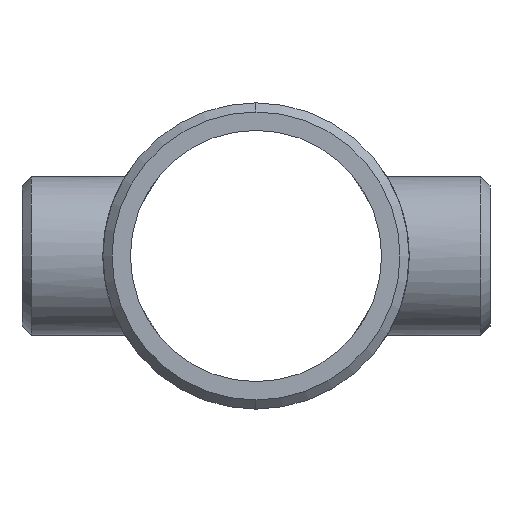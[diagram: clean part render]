
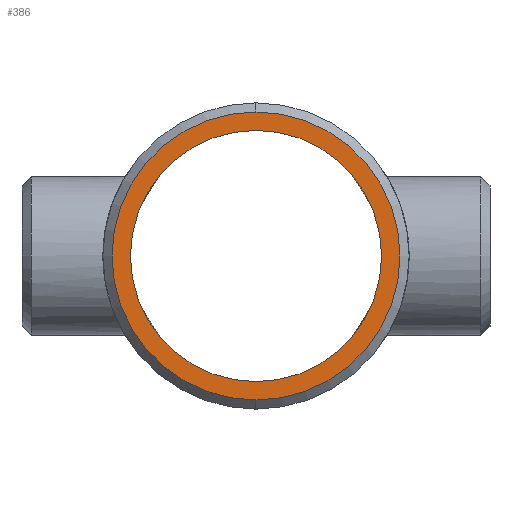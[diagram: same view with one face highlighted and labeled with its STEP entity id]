
A CAD part, left-side view. The second image highlights one B-rep face of the part: STEP entity #386.
In plain terms, the highlighted planar face has unit normal (-1, 0, 0).
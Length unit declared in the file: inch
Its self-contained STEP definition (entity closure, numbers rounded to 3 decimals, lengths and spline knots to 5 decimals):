
#13 = VERTEX_POINT ( 'NONE', #725 ) ;
#15 = EDGE_CURVE ( 'NONE', #967, #1075, #690, .T. ) ;
#30 = CARTESIAN_POINT ( 'NONE',  ( -4.88, 0., 0. ) ) ;
#73 = AXIS2_PLACEMENT_3D ( 'NONE', #875, #786, #508 ) ;
#121 = FACE_BOUND ( 'NONE', #1012, .T. ) ;
#153 = AXIS2_PLACEMENT_3D ( 'NONE', #628, #1088, #796 ) ;
#192 = AXIS2_PLACEMENT_3D ( 'NONE', #30, #415, #699 ) ;
#227 = DIRECTION ( 'NONE',  ( -1., 0., 0. ) ) ;
#245 = EDGE_CURVE ( 'NONE', #1075, #967, #556, .T. ) ;
#265 = CARTESIAN_POINT ( 'NONE',  ( -4.88, 0., 0. ) ) ;
#386 = ADVANCED_FACE ( 'NONE', ( #978, #121 ), #502, .T. ) ;
#398 = ORIENTED_EDGE ( 'NONE', *, *, #425, .T. ) ;
#415 = DIRECTION ( 'NONE',  ( 1., 0., 0. ) ) ;
#424 = ORIENTED_EDGE ( 'NONE', *, *, #245, .T. ) ;
#425 = EDGE_CURVE ( 'NONE', #13, #606, #572, .T. ) ;
#454 = AXIS2_PLACEMENT_3D ( 'NONE', #1009, #227, #623 ) ;
#489 = CARTESIAN_POINT ( 'NONE',  ( -4.88, 0., 2.2815 ) ) ;
#502 = PLANE ( 'NONE',  #73 ) ;
#508 = DIRECTION ( 'NONE',  ( 0., 0., -1. ) ) ;
#556 = CIRCLE ( 'NONE', #454, 2.61483 ) ;
#572 = CIRCLE ( 'NONE', #192, 2.2815 ) ;
#606 = VERTEX_POINT ( 'NONE', #489 ) ;
#623 = DIRECTION ( 'NONE',  ( 0., 0., 1. ) ) ;
#628 = CARTESIAN_POINT ( 'NONE',  ( -4.88, 0., 0. ) ) ;
#648 = DIRECTION ( 'NONE',  ( 0., 0., 1. ) ) ;
#690 = CIRCLE ( 'NONE', #1191, 2.61483 ) ;
#694 = CARTESIAN_POINT ( 'NONE',  ( -4.88, 0., 2.61483 ) ) ;
#699 = DIRECTION ( 'NONE',  ( 0., 0., 1. ) ) ;
#725 = CARTESIAN_POINT ( 'NONE',  ( -4.88, 0., -2.2815 ) ) ;
#741 = EDGE_CURVE ( 'NONE', #606, #13, #1228, .T. ) ;
#742 = CARTESIAN_POINT ( 'NONE',  ( -4.88, 0., -2.61483 ) ) ;
#758 = DIRECTION ( 'NONE',  ( -1., 0., 0. ) ) ;
#786 = DIRECTION ( 'NONE',  ( -1., 0., 0. ) ) ;
#796 = DIRECTION ( 'NONE',  ( 0., 0., 1. ) ) ;
#817 = EDGE_LOOP ( 'NONE', ( #424, #949 ) ) ;
#875 = CARTESIAN_POINT ( 'NONE',  ( -4.88, 0., 0. ) ) ;
#949 = ORIENTED_EDGE ( 'NONE', *, *, #15, .T. ) ;
#967 = VERTEX_POINT ( 'NONE', #694 ) ;
#978 = FACE_OUTER_BOUND ( 'NONE', #817, .T. ) ;
#1009 = CARTESIAN_POINT ( 'NONE',  ( -4.88, 0., 0. ) ) ;
#1012 = EDGE_LOOP ( 'NONE', ( #1176, #398 ) ) ;
#1075 = VERTEX_POINT ( 'NONE', #742 ) ;
#1088 = DIRECTION ( 'NONE',  ( 1., 0., 0. ) ) ;
#1176 = ORIENTED_EDGE ( 'NONE', *, *, #741, .T. ) ;
#1191 = AXIS2_PLACEMENT_3D ( 'NONE', #265, #758, #648 ) ;
#1228 = CIRCLE ( 'NONE', #153, 2.2815 ) ;
